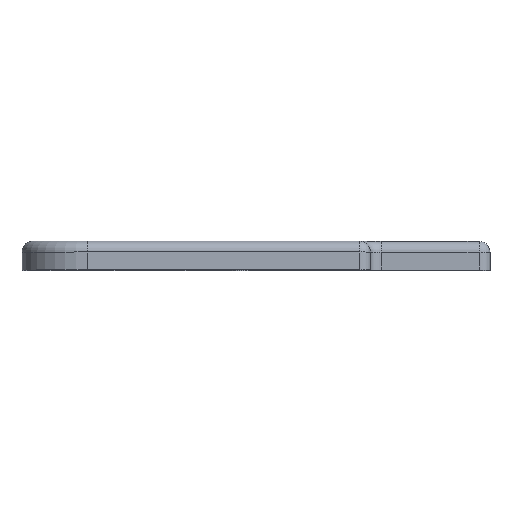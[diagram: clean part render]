
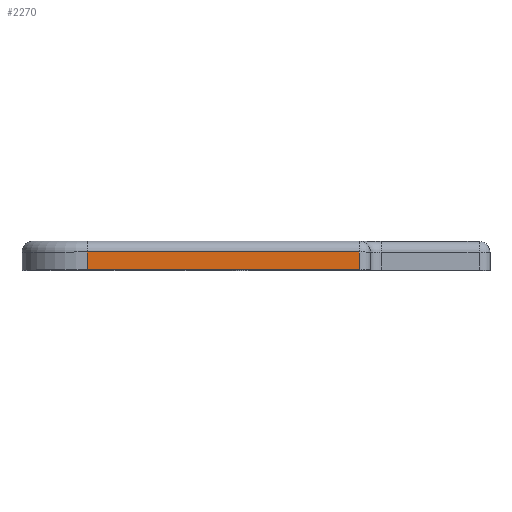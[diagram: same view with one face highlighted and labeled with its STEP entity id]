
A CAD part, top view. The second image highlights one B-rep face of the part: STEP entity #2270.
In plain terms, the highlighted planar face has unit normal (0, 0, 1).
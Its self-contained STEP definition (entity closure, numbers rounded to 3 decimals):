
#12 = CARTESIAN_POINT ( 'NONE',  ( -110., 26.5, 0. ) ) ;
#235 = AXIS2_PLACEMENT_3D ( 'NONE', #12, #2378, #4134 ) ;
#712 = CARTESIAN_POINT ( 'NONE',  ( -80., 21.5, 0. ) ) ;
#998 = EDGE_CURVE ( 'NONE', #4815, #2206, #1532, .T. ) ;
#1440 = DIRECTION ( 'NONE',  ( -1., 0., 0. ) ) ;
#1481 = LINE ( 'NONE', #712, #2595 ) ;
#1532 = LINE ( 'NONE', #4526, #3485 ) ;
#1683 = CARTESIAN_POINT ( 'NONE',  ( -80., 26.5, 0. ) ) ;
#1742 = VERTEX_POINT ( 'NONE', #4658 ) ;
#2206 = VERTEX_POINT ( 'NONE', #4571 ) ;
#2270 = ADVANCED_FACE ( 'NONE', ( #3513 ), #4478, .F. ) ;
#2378 = DIRECTION ( 'NONE',  ( 0., 0., -1. ) ) ;
#2595 = VECTOR ( 'NONE', #1440, 1000. ) ;
#2720 = EDGE_LOOP ( 'NONE', ( #3183, #4793, #3661, #4692 ) ) ;
#2807 = LINE ( 'NONE', #1683, #4255 ) ;
#2834 = DIRECTION ( 'NONE',  ( 0., -1., 0. ) ) ;
#3085 = EDGE_CURVE ( 'NONE', #2206, #4060, #4462, .T. ) ;
#3097 = EDGE_CURVE ( 'NONE', #4060, #1742, #1481, .T. ) ;
#3183 = ORIENTED_EDGE ( 'NONE', *, *, #3723, .T. ) ;
#3485 = VECTOR ( 'NONE', #4189, 1000. ) ;
#3513 = FACE_OUTER_BOUND ( 'NONE', #2720, .T. ) ;
#3641 = CARTESIAN_POINT ( 'NONE',  ( 45., 26.5, 0. ) ) ;
#3661 = ORIENTED_EDGE ( 'NONE', *, *, #3085, .T. ) ;
#3723 = EDGE_CURVE ( 'NONE', #1742, #4815, #2807, .T. ) ;
#3785 = VECTOR ( 'NONE', #4097, 1000. ) ;
#3812 = CARTESIAN_POINT ( 'NONE',  ( 45., 21.5, 0. ) ) ;
#4060 = VERTEX_POINT ( 'NONE', #3812 ) ;
#4097 = DIRECTION ( 'NONE',  ( 0., 1., 0. ) ) ;
#4134 = DIRECTION ( 'NONE',  ( -1., 0., 0. ) ) ;
#4189 = DIRECTION ( 'NONE',  ( 1., 0., 0. ) ) ;
#4255 = VECTOR ( 'NONE', #2834, 1000. ) ;
#4462 = LINE ( 'NONE', #3641, #3785 ) ;
#4478 = PLANE ( 'NONE',  #235 ) ;
#4526 = CARTESIAN_POINT ( 'NONE',  ( -110., 13.25, 0. ) ) ;
#4571 = CARTESIAN_POINT ( 'NONE',  ( 45., 13.25, 0. ) ) ;
#4658 = CARTESIAN_POINT ( 'NONE',  ( -80., 21.5, 0. ) ) ;
#4692 = ORIENTED_EDGE ( 'NONE', *, *, #3097, .T. ) ;
#4793 = ORIENTED_EDGE ( 'NONE', *, *, #998, .T. ) ;
#4797 = CARTESIAN_POINT ( 'NONE',  ( -80., 13.25, 0. ) ) ;
#4815 = VERTEX_POINT ( 'NONE', #4797 ) ;
